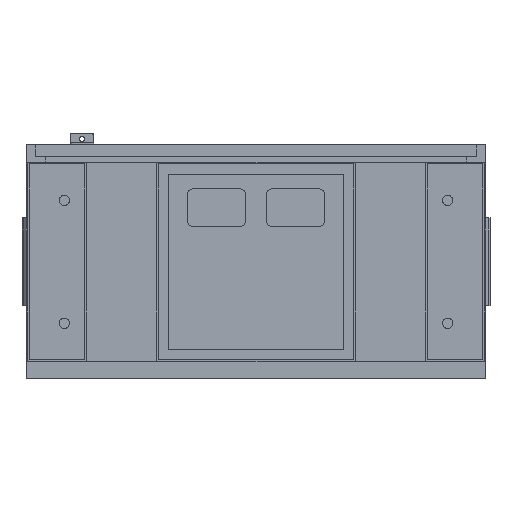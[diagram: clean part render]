
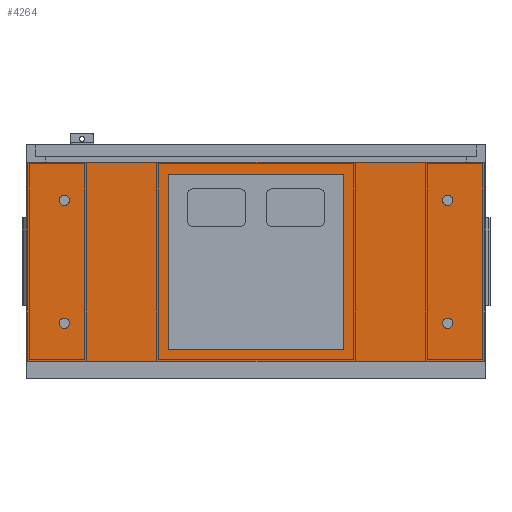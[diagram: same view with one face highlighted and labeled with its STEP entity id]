
A CAD part, front view. The second image highlights one B-rep face of the part: STEP entity #4264.
In plain terms, the highlighted planar face has unit normal (0, -1, 0).
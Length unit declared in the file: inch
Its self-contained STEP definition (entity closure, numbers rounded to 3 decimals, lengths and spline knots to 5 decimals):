
#4 = CARTESIAN_POINT ( 'NONE',  ( -16.375, 0., 4.8125 ) ) ;
#77 = ORIENTED_EDGE ( 'NONE', *, *, #5362, .F. ) ;
#85 = EDGE_CURVE ( 'NONE', #3738, #856, #3871, .T. ) ;
#137 = DIRECTION ( 'NONE',  ( 0., 0., -1. ) ) ;
#297 = AXIS2_PLACEMENT_3D ( 'NONE', #782, #5063, #2513 ) ;
#369 = CARTESIAN_POINT ( 'NONE',  ( 16.375, 0., -5.6875 ) ) ;
#509 = ORIENTED_EDGE ( 'NONE', *, *, #2686, .F. ) ;
#517 = CARTESIAN_POINT ( 'NONE',  ( 19.5, 0., 8.5 ) ) ;
#525 = VECTOR ( 'NONE', #5294, 39.37008 ) ;
#535 = DIRECTION ( 'NONE',  ( 0., -1., 0. ) ) ;
#537 = EDGE_CURVE ( 'NONE', #3293, #3636, #1238, .T. ) ;
#545 = CARTESIAN_POINT ( 'NONE',  ( -19.5, 0., 8.5 ) ) ;
#553 = CARTESIAN_POINT ( 'NONE',  ( 16.375, 0., -5.25 ) ) ;
#556 = AXIS2_PLACEMENT_3D ( 'NONE', #2542, #4228, #3776 ) ;
#566 = DIRECTION ( 'NONE',  ( -1., 0., 0. ) ) ;
#638 = CIRCLE ( 'NONE', #3778, 0.4375 ) ;
#695 = VERTEX_POINT ( 'NONE', #4914 ) ;
#726 = DIRECTION ( 'NONE',  ( 0., 0., -1. ) ) ;
#732 = CARTESIAN_POINT ( 'NONE',  ( -7.5, 0., -7.5 ) ) ;
#782 = CARTESIAN_POINT ( 'NONE',  ( -16.375, 0., 5.25 ) ) ;
#823 = EDGE_CURVE ( 'NONE', #3052, #2501, #638, .T. ) ;
#856 = VERTEX_POINT ( 'NONE', #1977 ) ;
#858 = LINE ( 'NONE', #732, #525 ) ;
#880 = AXIS2_PLACEMENT_3D ( 'NONE', #553, #535, #137 ) ;
#970 = CARTESIAN_POINT ( 'NONE',  ( -7.5, 0., 7.5 ) ) ;
#1005 = FACE_BOUND ( 'NONE', #5060, .T. ) ;
#1020 = PLANE ( 'NONE',  #3059 ) ;
#1025 = EDGE_LOOP ( 'NONE', ( #3813, #77, #3920, #4577 ) ) ;
#1051 = CARTESIAN_POINT ( 'NONE',  ( 16.375, 0., 5.6875 ) ) ;
#1150 = EDGE_CURVE ( 'NONE', #4527, #1836, #2372, .T. ) ;
#1178 = VECTOR ( 'NONE', #2011, 39.37008 ) ;
#1206 = DIRECTION ( 'NONE',  ( 0., -1., 0. ) ) ;
#1238 = CIRCLE ( 'NONE', #2344, 0.4375 ) ;
#1261 = ORIENTED_EDGE ( 'NONE', *, *, #2762, .F. ) ;
#1293 = CARTESIAN_POINT ( 'NONE',  ( -16.375, 0., 5.25 ) ) ;
#1322 = FACE_BOUND ( 'NONE', #4186, .T. ) ;
#1347 = CARTESIAN_POINT ( 'NONE',  ( -7.5, 0., -7.5 ) ) ;
#1361 = ORIENTED_EDGE ( 'NONE', *, *, #2892, .F. ) ;
#1368 = AXIS2_PLACEMENT_3D ( 'NONE', #3108, #4835, #2270 ) ;
#1390 = LINE ( 'NONE', #1996, #4676 ) ;
#1438 = CARTESIAN_POINT ( 'NONE',  ( 16.375, 0., 5.25 ) ) ;
#1494 = ORIENTED_EDGE ( 'NONE', *, *, #1150, .F. ) ;
#1497 = ORIENTED_EDGE ( 'NONE', *, *, #4795, .F. ) ;
#1662 = CIRCLE ( 'NONE', #2984, 0.4375 ) ;
#1678 = VERTEX_POINT ( 'NONE', #4660 ) ;
#1707 = VERTEX_POINT ( 'NONE', #3461 ) ;
#1717 = CIRCLE ( 'NONE', #880, 0.4375 ) ;
#1820 = EDGE_CURVE ( 'NONE', #3800, #4590, #3814, .T. ) ;
#1830 = LINE ( 'NONE', #545, #3845 ) ;
#1836 = VERTEX_POINT ( 'NONE', #4869 ) ;
#1876 = VERTEX_POINT ( 'NONE', #970 ) ;
#1886 = CARTESIAN_POINT ( 'NONE',  ( 16.375, 0., 4.8125 ) ) ;
#1977 = CARTESIAN_POINT ( 'NONE',  ( 7.5, 0., 7.5 ) ) ;
#1983 = CARTESIAN_POINT ( 'NONE',  ( 19.5, 0., -8.5 ) ) ;
#1991 = EDGE_CURVE ( 'NONE', #1707, #1678, #1662, .T. ) ;
#1996 = CARTESIAN_POINT ( 'NONE',  ( -7.5, 0., -7.5 ) ) ;
#2000 = CARTESIAN_POINT ( 'NONE',  ( 7.5, 0., -7.5 ) ) ;
#2011 = DIRECTION ( 'NONE',  ( 1., 0., 0. ) ) ;
#2052 = LINE ( 'NONE', #3294, #1178 ) ;
#2067 = LINE ( 'NONE', #3838, #2136 ) ;
#2136 = VECTOR ( 'NONE', #4695, 39.37008 ) ;
#2169 = DIRECTION ( 'NONE',  ( 0., 0., -1. ) ) ;
#2190 = DIRECTION ( 'NONE',  ( 0., -1., 0. ) ) ;
#2219 = DIRECTION ( 'NONE',  ( 0., 0., 1. ) ) ;
#2238 = CARTESIAN_POINT ( 'NONE',  ( -19.5, 0., -8.5 ) ) ;
#2270 = DIRECTION ( 'NONE',  ( 0., 0., -1. ) ) ;
#2287 = EDGE_CURVE ( 'NONE', #4590, #695, #1830, .T. ) ;
#2295 = CARTESIAN_POINT ( 'NONE',  ( 19.5, 0., -8.5 ) ) ;
#2344 = AXIS2_PLACEMENT_3D ( 'NONE', #5050, #2499, #5035 ) ;
#2346 = ORIENTED_EDGE ( 'NONE', *, *, #3824, .F. ) ;
#2369 = DIRECTION ( 'NONE',  ( 0., -1., 0. ) ) ;
#2372 = CIRCLE ( 'NONE', #4349, 0.4375 ) ;
#2499 = DIRECTION ( 'NONE',  ( 0., -1., 0. ) ) ;
#2501 = VERTEX_POINT ( 'NONE', #1886 ) ;
#2513 = DIRECTION ( 'NONE',  ( 0., 0., -1. ) ) ;
#2542 = CARTESIAN_POINT ( 'NONE',  ( -16.375, 0., -5.25 ) ) ;
#2612 = ORIENTED_EDGE ( 'NONE', *, *, #537, .F. ) ;
#2659 = EDGE_LOOP ( 'NONE', ( #2612, #3932 ) ) ;
#2686 = EDGE_CURVE ( 'NONE', #1876, #4647, #1390, .T. ) ;
#2748 = DIRECTION ( 'NONE',  ( -1., 0., 0. ) ) ;
#2762 = EDGE_CURVE ( 'NONE', #1678, #1707, #4087, .T. ) ;
#2808 = CIRCLE ( 'NONE', #1368, 0.4375 ) ;
#2892 = EDGE_CURVE ( 'NONE', #2501, #3052, #2808, .T. ) ;
#2923 = EDGE_CURVE ( 'NONE', #3636, #3293, #1717, .T. ) ;
#2927 = EDGE_LOOP ( 'NONE', ( #1497, #509, #4319, #4072 ) ) ;
#2984 = AXIS2_PLACEMENT_3D ( 'NONE', #4622, #1206, #3286 ) ;
#3052 = VERTEX_POINT ( 'NONE', #1051 ) ;
#3059 = AXIS2_PLACEMENT_3D ( 'NONE', #4929, #4026, #4503 ) ;
#3108 = CARTESIAN_POINT ( 'NONE',  ( 16.375, 0., 5.25 ) ) ;
#3189 = CARTESIAN_POINT ( 'NONE',  ( -7.5, 0., 7.5 ) ) ;
#3286 = DIRECTION ( 'NONE',  ( 0., 0., -1. ) ) ;
#3293 = VERTEX_POINT ( 'NONE', #369 ) ;
#3294 = CARTESIAN_POINT ( 'NONE',  ( 19.5, 0., 8.5 ) ) ;
#3321 = LINE ( 'NONE', #3189, #5332 ) ;
#3330 = DIRECTION ( 'NONE',  ( 0., 0., 1. ) ) ;
#3461 = CARTESIAN_POINT ( 'NONE',  ( -16.375, 0., -4.8125 ) ) ;
#3536 = VECTOR ( 'NONE', #3330, 39.37008 ) ;
#3616 = FACE_BOUND ( 'NONE', #2659, .T. ) ;
#3636 = VERTEX_POINT ( 'NONE', #3994 ) ;
#3738 = VERTEX_POINT ( 'NONE', #2000 ) ;
#3776 = DIRECTION ( 'NONE',  ( 0., 0., -1. ) ) ;
#3778 = AXIS2_PLACEMENT_3D ( 'NONE', #1438, #2369, #4899 ) ;
#3800 = VERTEX_POINT ( 'NONE', #1983 ) ;
#3813 = ORIENTED_EDGE ( 'NONE', *, *, #4043, .F. ) ;
#3814 = LINE ( 'NONE', #2295, #4751 ) ;
#3824 = EDGE_CURVE ( 'NONE', #1836, #4527, #3949, .T. ) ;
#3838 = CARTESIAN_POINT ( 'NONE',  ( 19.5, 0., 8.5 ) ) ;
#3845 = VECTOR ( 'NONE', #2219, 39.37008 ) ;
#3871 = LINE ( 'NONE', #5502, #3536 ) ;
#3885 = FACE_BOUND ( 'NONE', #2927, .T. ) ;
#3920 = ORIENTED_EDGE ( 'NONE', *, *, #2287, .F. ) ;
#3932 = ORIENTED_EDGE ( 'NONE', *, *, #2923, .F. ) ;
#3949 = CIRCLE ( 'NONE', #297, 0.4375 ) ;
#3994 = CARTESIAN_POINT ( 'NONE',  ( 16.375, 0., -4.8125 ) ) ;
#4026 = DIRECTION ( 'NONE',  ( 0., 1., 0. ) ) ;
#4043 = EDGE_CURVE ( 'NONE', #4166, #3800, #2067, .T. ) ;
#4072 = ORIENTED_EDGE ( 'NONE', *, *, #85, .F. ) ;
#4087 = CIRCLE ( 'NONE', #556, 0.4375 ) ;
#4166 = VERTEX_POINT ( 'NONE', #517 ) ;
#4186 = EDGE_LOOP ( 'NONE', ( #1261, #5412 ) ) ;
#4228 = DIRECTION ( 'NONE',  ( 0., -1., 0. ) ) ;
#4247 = ORIENTED_EDGE ( 'NONE', *, *, #823, .F. ) ;
#4264 = ADVANCED_FACE ( 'NONE', ( #1005, #3616, #1322, #4283, #5018, #3885 ), #1020, .F. ) ;
#4283 = FACE_BOUND ( 'NONE', #4715, .T. ) ;
#4319 = ORIENTED_EDGE ( 'NONE', *, *, #5292, .F. ) ;
#4349 = AXIS2_PLACEMENT_3D ( 'NONE', #1293, #2190, #2169 ) ;
#4503 = DIRECTION ( 'NONE',  ( 0., 0., 1. ) ) ;
#4527 = VERTEX_POINT ( 'NONE', #4 ) ;
#4577 = ORIENTED_EDGE ( 'NONE', *, *, #1820, .F. ) ;
#4590 = VERTEX_POINT ( 'NONE', #2238 ) ;
#4622 = CARTESIAN_POINT ( 'NONE',  ( -16.375, 0., -5.25 ) ) ;
#4647 = VERTEX_POINT ( 'NONE', #1347 ) ;
#4660 = CARTESIAN_POINT ( 'NONE',  ( -16.375, 0., -5.6875 ) ) ;
#4676 = VECTOR ( 'NONE', #726, 39.37008 ) ;
#4695 = DIRECTION ( 'NONE',  ( 0., 0., -1. ) ) ;
#4715 = EDGE_LOOP ( 'NONE', ( #1494, #2346 ) ) ;
#4751 = VECTOR ( 'NONE', #566, 39.37008 ) ;
#4795 = EDGE_CURVE ( 'NONE', #4647, #3738, #858, .T. ) ;
#4835 = DIRECTION ( 'NONE',  ( 0., -1., 0. ) ) ;
#4869 = CARTESIAN_POINT ( 'NONE',  ( -16.375, 0., 5.6875 ) ) ;
#4899 = DIRECTION ( 'NONE',  ( 0., 0., -1. ) ) ;
#4914 = CARTESIAN_POINT ( 'NONE',  ( -19.5, 0., 8.5 ) ) ;
#4929 = CARTESIAN_POINT ( 'NONE',  ( 0., 0., 0. ) ) ;
#5018 = FACE_OUTER_BOUND ( 'NONE', #1025, .T. ) ;
#5035 = DIRECTION ( 'NONE',  ( 0., 0., -1. ) ) ;
#5050 = CARTESIAN_POINT ( 'NONE',  ( 16.375, 0., -5.25 ) ) ;
#5060 = EDGE_LOOP ( 'NONE', ( #1361, #4247 ) ) ;
#5063 = DIRECTION ( 'NONE',  ( 0., -1., 0. ) ) ;
#5292 = EDGE_CURVE ( 'NONE', #856, #1876, #3321, .T. ) ;
#5294 = DIRECTION ( 'NONE',  ( 1., 0., 0. ) ) ;
#5332 = VECTOR ( 'NONE', #2748, 39.37008 ) ;
#5362 = EDGE_CURVE ( 'NONE', #695, #4166, #2052, .T. ) ;
#5412 = ORIENTED_EDGE ( 'NONE', *, *, #1991, .F. ) ;
#5502 = CARTESIAN_POINT ( 'NONE',  ( 7.5, 0., -7.5 ) ) ;
